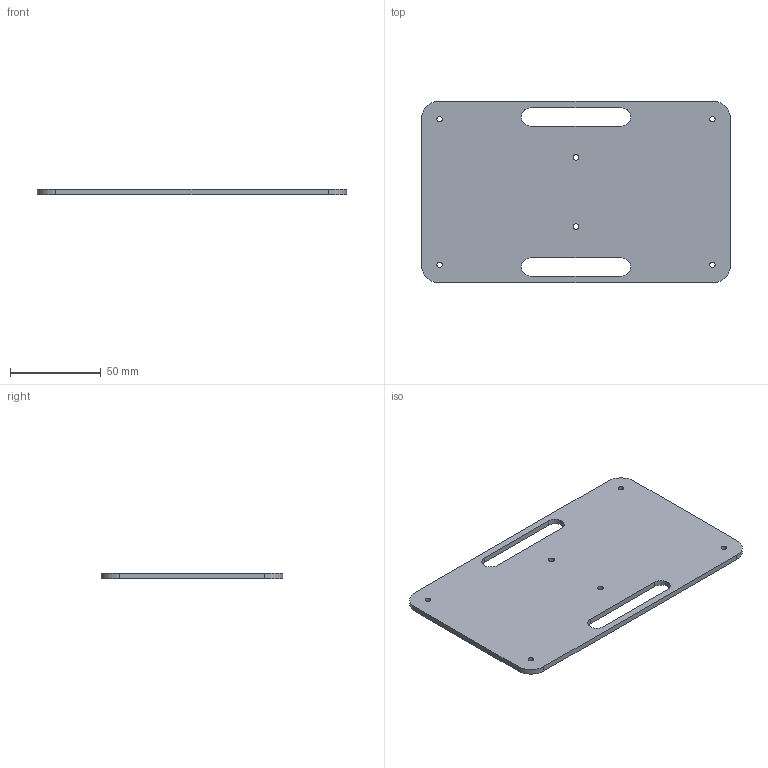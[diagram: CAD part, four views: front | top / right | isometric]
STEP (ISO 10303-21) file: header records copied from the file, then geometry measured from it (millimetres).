
FILE_DESCRIPTION (( 'STEP AP203' ), '1' );
FILE_NAME ('Part1_Default_sldprt.STEP', '2022-09-20T08:33:44', ( '' ), ( '' ), 'SwSTEP 2.0', 'SolidWorks 2020', '' );
FILE_SCHEMA (( 'CONFIG_CONTROL_DESIGN' ));
Length unit declared in the file: millimetre
Products named in the file (1): Part1_Default_sldprt
Bounding box: 170 x 100 x 3 mm (x, y, z)
Volume: 47140.5 mm3; surface area: 33955.9 mm2
Topology: 1 solids, 1 shells, 32 faces, 90 edges, 60 vertices
Faces by surface type: cylinder 22, plane 10
Entity records: 1167 total; most frequent: DIRECTION 200, CARTESIAN_POINT 183, ORIENTED_EDGE 180, EDGE_CURVE 90, AXIS2_PLACEMENT_3D 77, VERTEX_POINT 60, EDGE_LOOP 48, VECTOR 46
